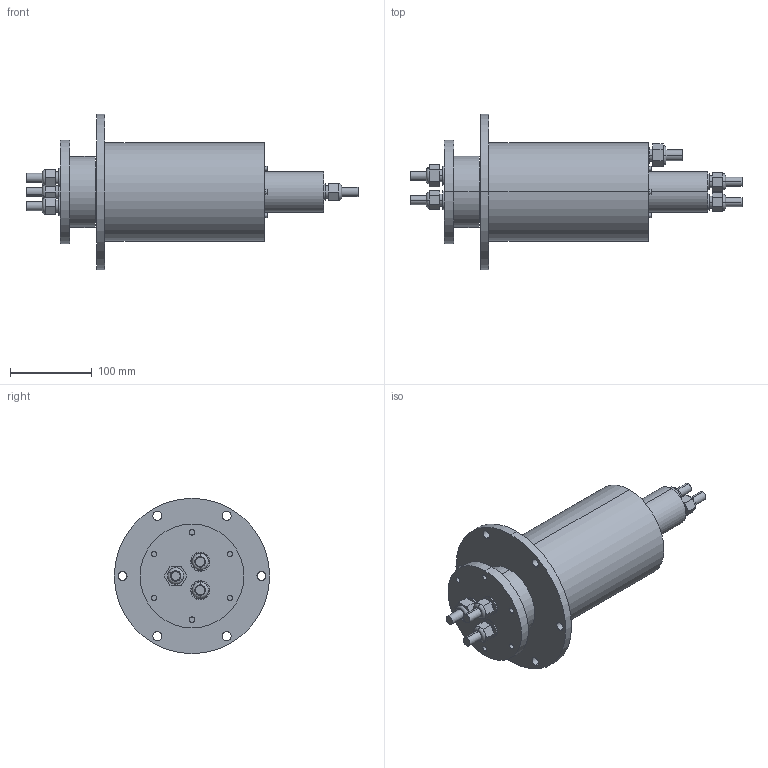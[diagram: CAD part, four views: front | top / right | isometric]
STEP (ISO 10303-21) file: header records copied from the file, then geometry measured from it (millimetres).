
FILE_DESCRIPTION (( 'STEP AP214' ), '1' );
FILE_NAME ('RX00904004.STEP', '2020-09-09T02:08:14', ( 'admin321' ), ( '' ), 'SwSTEP 2.0', 'SolidWorks 2014', '' );
FILE_SCHEMA (( 'AUTOMOTIVE_DESIGN' ));
Length unit declared in the file: millimetre
Products named in the file (1): RX00904004
Bounding box: 406.2 x 190 x 190 mm (x, y, z)
Volume: 3025032.4 mm3; surface area: 196245.6 mm2
Topology: 1 solids, 1 shells, 202 faces, 450 edges, 284 vertices
Faces by surface type: plane 102, cylinder 80, torus 12, cone 8
Entity records: 5848 total; most frequent: DIRECTION 1080, CARTESIAN_POINT 937, ORIENTED_EDGE 900, EDGE_CURVE 450, AXIS2_PLACEMENT_3D 427, VERTEX_POINT 284, EDGE_LOOP 260, LINE 226
